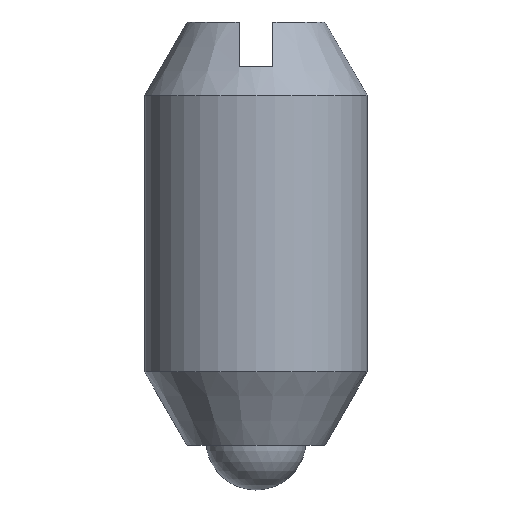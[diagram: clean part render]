
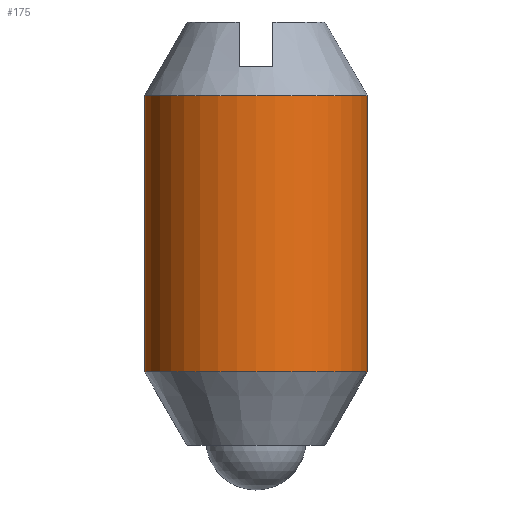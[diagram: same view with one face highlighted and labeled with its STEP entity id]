
A CAD part, front view. The second image highlights one B-rep face of the part: STEP entity #175.
In plain terms, the highlighted cylindrical face has radius 5 mm (diameter 10 mm), a partial arc.
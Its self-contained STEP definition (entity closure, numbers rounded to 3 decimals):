
#175=ADVANCED_FACE('',(#399),#400,.T.);
#185=EDGE_CURVE('',#241,#233,#412,.T.);
#195=EDGE_CURVE('',#325,#299,#423,.T.);
#229=EDGE_CURVE('',#241,#325,#459,.T.);
#233=VERTEX_POINT('',#463);
#235=EDGE_CURVE('',#299,#233,#465,.T.);
#241=VERTEX_POINT('',#472);
#299=VERTEX_POINT('',#540);
#325=VERTEX_POINT('',#569);
#399=FACE_OUTER_BOUND('',#656,.T.);
#400=CYLINDRICAL_SURFACE('',#657,5.0);
#412=CIRCLE('',#671,5.0);
#423=CIRCLE('',#685,5.0);
#459=LINE('',#741,#742);
#463=CARTESIAN_POINT('',(-5.,0.,5.3));
#465=LINE('',#751,#752);
#472=CARTESIAN_POINT('',(5.,0.,5.3));
#540=CARTESIAN_POINT('',(-5.,0.,17.7));
#569=CARTESIAN_POINT('',(5.,0.,17.7));
#656=EDGE_LOOP('',(#975,#976,#977,#978));
#657=AXIS2_PLACEMENT_3D('',#979,#980,#981);
#671=AXIS2_PLACEMENT_3D('',#1000,#1001,#1002);
#685=AXIS2_PLACEMENT_3D('',#1017,#1018,#1019);
#741=CARTESIAN_POINT('',(5.,0.,11.5));
#742=VECTOR('',#1056,1.0);
#751=CARTESIAN_POINT('',(-5.,0.,11.5));
#752=VECTOR('',#1058,1.0);
#975=ORIENTED_EDGE('',*,*,#235,.T.);
#976=ORIENTED_EDGE('',*,*,#185,.F.);
#977=ORIENTED_EDGE('',*,*,#229,.T.);
#978=ORIENTED_EDGE('',*,*,#195,.T.);
#979=CARTESIAN_POINT('',(0.,0.,11.5));
#980=DIRECTION('',(-0.0,-0.0,1.0));
#981=DIRECTION('',(-1.0,0.,0.0));
#1000=CARTESIAN_POINT('',(0.,0.,5.3));
#1001=DIRECTION('',(0.0,0.0,-1.0));
#1002=DIRECTION('',(-1.0,0.,0.0));
#1017=CARTESIAN_POINT('',(0.,0.,17.7));
#1018=DIRECTION('',(0.0,0.0,-1.0));
#1019=DIRECTION('',(-1.0,0.,0.0));
#1056=DIRECTION('',(-0.0,-0.0,1.0));
#1058=DIRECTION('',(0.0,0.0,-1.0));
